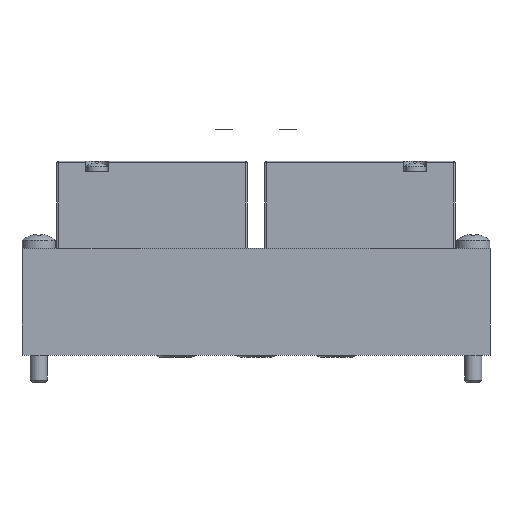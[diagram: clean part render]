
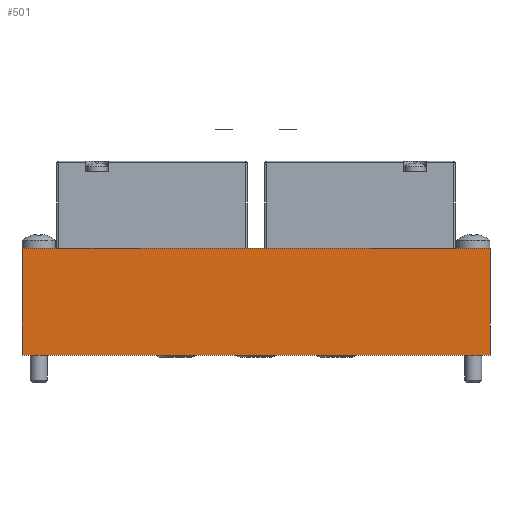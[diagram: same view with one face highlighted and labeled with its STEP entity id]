
A CAD part, front view. The second image highlights one B-rep face of the part: STEP entity #501.
In plain terms, the highlighted planar face has unit normal (0, -1, 0).
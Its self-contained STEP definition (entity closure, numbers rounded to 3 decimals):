
#501 = ADVANCED_FACE( '', ( #933 ), #934, .F. );
#933 = FACE_OUTER_BOUND( '', #1379, .T. );
#934 = PLANE( '', #1380 );
#1379 = EDGE_LOOP( '', ( #2084, #2085, #2086, #2087 ) );
#1380 = AXIS2_PLACEMENT_3D( '', #2088, #2089, #2090 );
#2084 = ORIENTED_EDGE( '', *, *, #2757, .T. );
#2085 = ORIENTED_EDGE( '', *, *, #2707, .F. );
#2086 = ORIENTED_EDGE( '', *, *, #2690, .F. );
#2087 = ORIENTED_EDGE( '', *, *, #2573, .T. );
#2088 = CARTESIAN_POINT( '', ( -35., -5.25, 16. ) );
#2089 = DIRECTION( '', ( 0., 1., 0. ) );
#2090 = DIRECTION( '', ( 0., 0., 1. ) );
#2573 = EDGE_CURVE( '', #2975, #2973, #2976, .T. );
#2690 = EDGE_CURVE( '', #2975, #3155, #3156, .T. );
#2707 = EDGE_CURVE( '', #3155, #3177, #3179, .T. );
#2757 = EDGE_CURVE( '', #2973, #3177, #3243, .T. );
#2973 = VERTEX_POINT( '', #3513 );
#2975 = VERTEX_POINT( '', #3516 );
#2976 = LINE( '', #3517, #3518 );
#3155 = VERTEX_POINT( '', #3736 );
#3156 = LINE( '', #3737, #3738 );
#3177 = VERTEX_POINT( '', #3768 );
#3179 = LINE( '', #3771, #3772 );
#3243 = LINE( '', #3847, #3848 );
#3513 = CARTESIAN_POINT( '', ( -35., -5.25, 0. ) );
#3516 = CARTESIAN_POINT( '', ( -35., -5.25, 16. ) );
#3517 = CARTESIAN_POINT( '', ( -35., -5.25, 16. ) );
#3518 = VECTOR( '', #4101, 1000. );
#3736 = CARTESIAN_POINT( '', ( 35., -5.25, 16. ) );
#3737 = CARTESIAN_POINT( '', ( -35., -5.25, 16. ) );
#3738 = VECTOR( '', #4270, 1000. );
#3768 = CARTESIAN_POINT( '', ( 35., -5.25, 0. ) );
#3771 = CARTESIAN_POINT( '', ( 35., -5.25, 16. ) );
#3772 = VECTOR( '', #4284, 1000. );
#3847 = CARTESIAN_POINT( '', ( -35., -5.25, 0. ) );
#3848 = VECTOR( '', #4359, 1000. );
#4101 = DIRECTION( '', ( 0., 0., -1. ) );
#4270 = DIRECTION( '', ( 1., 0., 0. ) );
#4284 = DIRECTION( '', ( 0., 0., -1. ) );
#4359 = DIRECTION( '', ( 1., 0., 0. ) );
